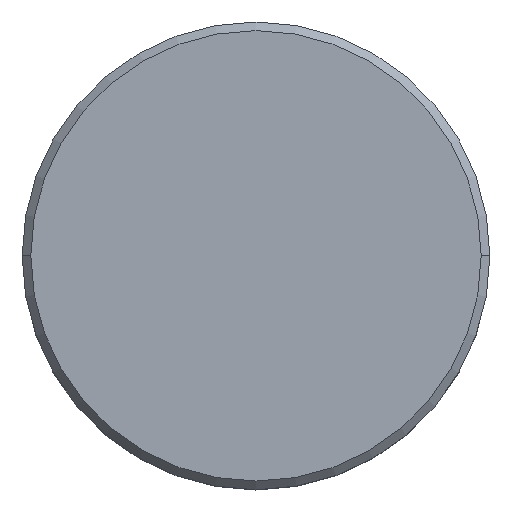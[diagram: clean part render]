
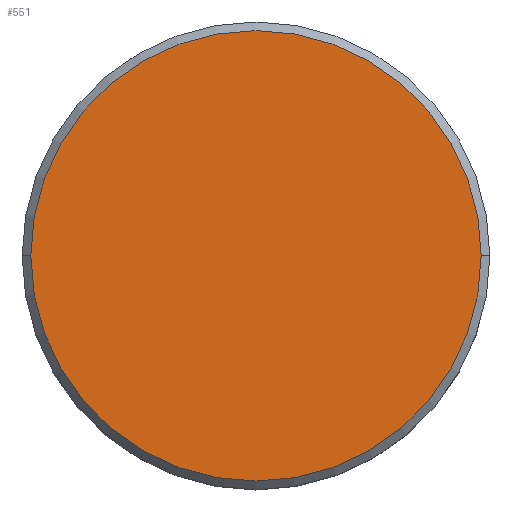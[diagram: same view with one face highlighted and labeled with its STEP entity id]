
A CAD part, top view. The second image highlights one B-rep face of the part: STEP entity #551.
In plain terms, the highlighted planar face has unit normal (0, 0, 1).
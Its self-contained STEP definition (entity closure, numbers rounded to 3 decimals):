
#41 = FACE_OUTER_BOUND ( 'NONE', #409, .T. ) ;
#83 = DIRECTION ( 'NONE',  ( 1., 0., 0. ) ) ;
#123 = DIRECTION ( 'NONE',  ( 0., 0., 1. ) ) ;
#141 = CARTESIAN_POINT ( 'NONE',  ( 13., 0., 0. ) ) ;
#173 = EDGE_CURVE ( 'NONE', #277, #355, #576, .T. ) ;
#174 = DIRECTION ( 'NONE',  ( 1., 0., 0. ) ) ;
#184 = DIRECTION ( 'NONE',  ( 1., 0., 0. ) ) ;
#256 = CARTESIAN_POINT ( 'NONE',  ( -13., 0., 0. ) ) ;
#273 = DIRECTION ( 'NONE',  ( 0., 0., 1. ) ) ;
#277 = VERTEX_POINT ( 'NONE', #141 ) ;
#300 = CIRCLE ( 'NONE', #469, 13. ) ;
#304 = CARTESIAN_POINT ( 'NONE',  ( 0., 0., 0. ) ) ;
#355 = VERTEX_POINT ( 'NONE', #256 ) ;
#362 = ORIENTED_EDGE ( 'NONE', *, *, #515, .T. ) ;
#402 = PLANE ( 'NONE',  #598 ) ;
#409 = EDGE_LOOP ( 'NONE', ( #362, #553 ) ) ;
#410 = CARTESIAN_POINT ( 'NONE',  ( 0., 0., 0. ) ) ;
#443 = CARTESIAN_POINT ( 'NONE',  ( 0., 0., 0. ) ) ;
#460 = AXIS2_PLACEMENT_3D ( 'NONE', #304, #489, #83 ) ;
#469 = AXIS2_PLACEMENT_3D ( 'NONE', #443, #123, #184 ) ;
#489 = DIRECTION ( 'NONE',  ( 0., 0., 1. ) ) ;
#515 = EDGE_CURVE ( 'NONE', #355, #277, #300, .T. ) ;
#551 = ADVANCED_FACE ( 'NONE', ( #41 ), #402, .T. ) ;
#553 = ORIENTED_EDGE ( 'NONE', *, *, #173, .T. ) ;
#576 = CIRCLE ( 'NONE', #460, 13. ) ;
#598 = AXIS2_PLACEMENT_3D ( 'NONE', #410, #273, #174 ) ;
